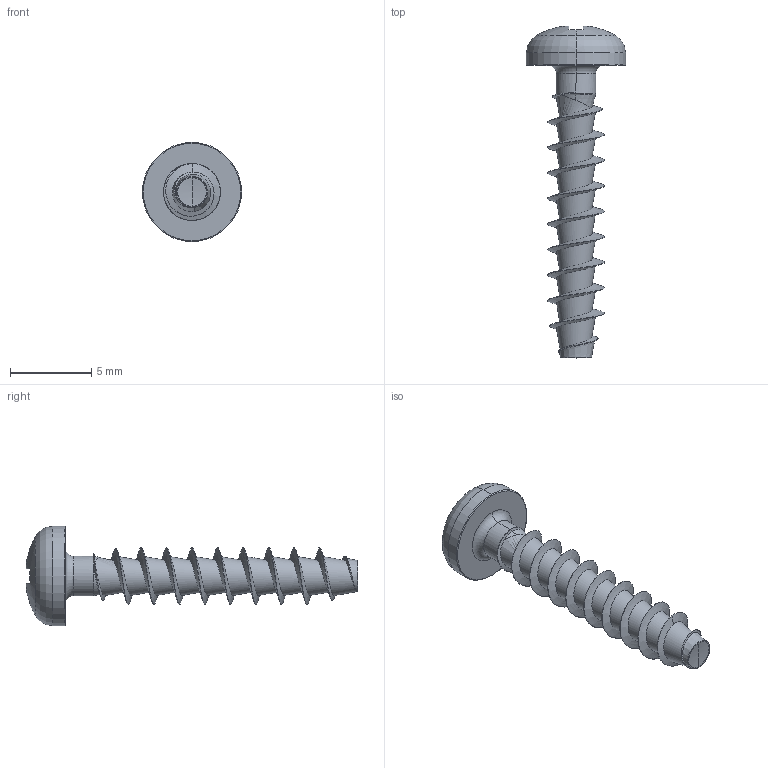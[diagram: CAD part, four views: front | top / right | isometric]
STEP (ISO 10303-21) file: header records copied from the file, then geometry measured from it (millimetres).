
FILE_DESCRIPTION (( 'STEP AP203' ), '1' );
FILE_NAME ('STP22A0350180.STEP', '2017-11-16T18:34:30', ( '' ), ( '' ), 'SwSTEP 2.0', 'SolidWorks 2015', '' );
FILE_SCHEMA (( 'CONFIG_CONTROL_DESIGN' ));
Length unit declared in the file: millimetre
Products named in the file (1): STP22A0350180
Bounding box: 6.1 x 20.43 x 6.1 mm (x, y, z)
Volume: 128.4 mm3; surface area: 313.9 mm2
Topology: 1 solids, 1 shells, 173 faces, 409 edges, 238 vertices
Faces by surface type: bspline 52, torus 36, plane 30, cylinder 25, sphere 20, cone 10
Entity records: 18397 total; most frequent: CARTESIAN_POINT 14757, ORIENTED_EDGE 814, DIRECTION 687, EDGE_CURVE 407, AXIS2_PLACEMENT_3D 308, VERTEX_POINT 238, CIRCLE 186, EDGE_LOOP 175
